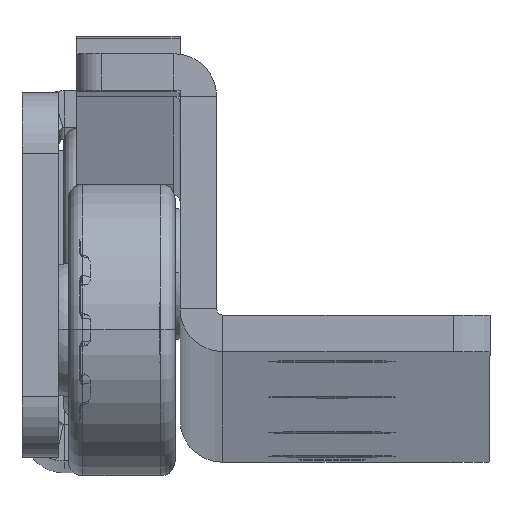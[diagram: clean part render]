
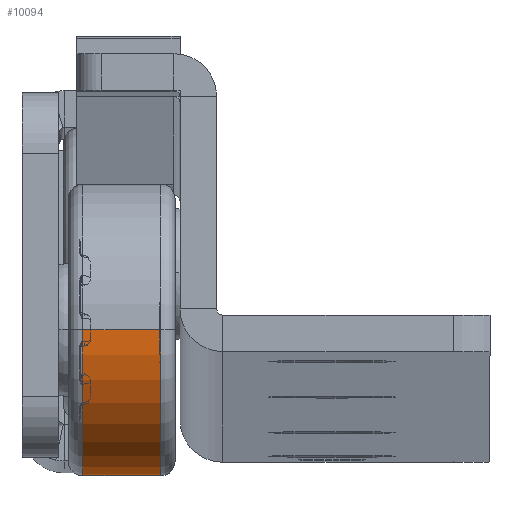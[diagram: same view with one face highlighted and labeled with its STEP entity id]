
A CAD part, top view. The second image highlights one B-rep face of the part: STEP entity #10094.
In plain terms, the highlighted cylindrical face has radius 12 mm (diameter 24 mm), a partial arc.
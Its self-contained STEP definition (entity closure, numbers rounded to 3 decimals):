
#720 = EDGE_CURVE ( 'NONE', #6292, #8166, #16745, .T. ) ;
#1404 = CYLINDRICAL_SURFACE ( 'NONE', #2101, 12. ) ;
#1416 = CARTESIAN_POINT ( 'NONE',  ( 7.6, 0., -12. ) ) ;
#1734 = ORIENTED_EDGE ( 'NONE', *, *, #13685, .F. ) ;
#1984 = CARTESIAN_POINT ( 'NONE',  ( 0., 0., -12. ) ) ;
#2101 = AXIS2_PLACEMENT_3D ( 'NONE', #10225, #8554, #17636 ) ;
#2660 = DIRECTION ( 'NONE',  ( -1., 0., 0. ) ) ;
#3057 = VECTOR ( 'NONE', #9232, 1000. ) ;
#3565 = LINE ( 'NONE', #13531, #7911 ) ;
#3898 = EDGE_LOOP ( 'NONE', ( #12643, #14300, #1734, #12005 ) ) ;
#4246 = AXIS2_PLACEMENT_3D ( 'NONE', #7109, #2660, #15982 ) ;
#5415 = VERTEX_POINT ( 'NONE', #16757 ) ;
#6292 = VERTEX_POINT ( 'NONE', #1416 ) ;
#7109 = CARTESIAN_POINT ( 'NONE',  ( 7.6, 0., 0. ) ) ;
#7342 = CIRCLE ( 'NONE', #4246, 12. ) ;
#7382 = CIRCLE ( 'NONE', #13562, 12. ) ;
#7911 = VECTOR ( 'NONE', #18342, 1000. ) ;
#8166 = VERTEX_POINT ( 'NONE', #11142 ) ;
#8390 = DIRECTION ( 'NONE',  ( 0., 0., 1. ) ) ;
#8554 = DIRECTION ( 'NONE',  ( -1., 0., 0. ) ) ;
#9232 = DIRECTION ( 'NONE',  ( -1., 0., 0. ) ) ;
#9449 = EDGE_CURVE ( 'NONE', #5415, #11940, #3565, .T. ) ;
#9868 = DIRECTION ( 'NONE',  ( -1., 0., 0. ) ) ;
#10094 = ADVANCED_FACE ( 'NONE', ( #18985 ), #1404, .T. ) ;
#10225 = CARTESIAN_POINT ( 'NONE',  ( 0., 0., 0. ) ) ;
#11142 = CARTESIAN_POINT ( 'NONE',  ( 1.2, 0., -12. ) ) ;
#11940 = VERTEX_POINT ( 'NONE', #15768 ) ;
#12005 = ORIENTED_EDGE ( 'NONE', *, *, #9449, .F. ) ;
#12643 = ORIENTED_EDGE ( 'NONE', *, *, #17808, .T. ) ;
#13531 = CARTESIAN_POINT ( 'NONE',  ( 0., 0., 12. ) ) ;
#13562 = AXIS2_PLACEMENT_3D ( 'NONE', #18731, #9868, #8390 ) ;
#13685 = EDGE_CURVE ( 'NONE', #11940, #8166, #7382, .T. ) ;
#14300 = ORIENTED_EDGE ( 'NONE', *, *, #720, .T. ) ;
#15768 = CARTESIAN_POINT ( 'NONE',  ( 1.2, 0., 12. ) ) ;
#15982 = DIRECTION ( 'NONE',  ( 0., 0., 1. ) ) ;
#16745 = LINE ( 'NONE', #1984, #3057 ) ;
#16757 = CARTESIAN_POINT ( 'NONE',  ( 7.6, 0., 12. ) ) ;
#17636 = DIRECTION ( 'NONE',  ( 0., 0., 1. ) ) ;
#17808 = EDGE_CURVE ( 'NONE', #5415, #6292, #7342, .T. ) ;
#18342 = DIRECTION ( 'NONE',  ( -1., 0., 0. ) ) ;
#18731 = CARTESIAN_POINT ( 'NONE',  ( 1.2, 0., 0. ) ) ;
#18985 = FACE_OUTER_BOUND ( 'NONE', #3898, .T. ) ;
